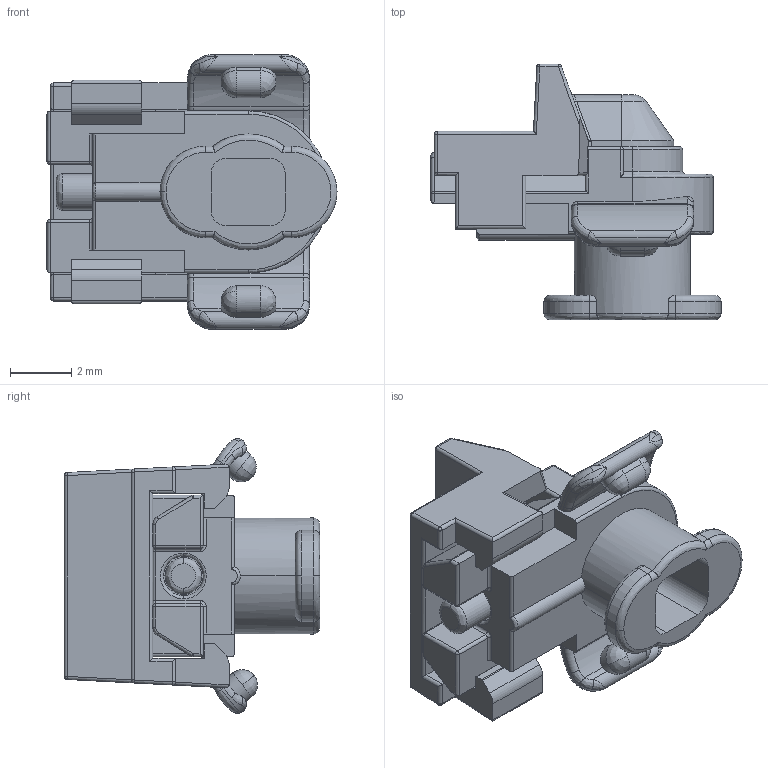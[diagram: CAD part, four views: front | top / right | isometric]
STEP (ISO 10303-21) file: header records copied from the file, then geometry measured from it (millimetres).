
FILE_DESCRIPTION (( 'STEP AP214' ), '1' );
FILE_NAME ('520-011-250-10-08-6(X01)UNFASTENED-20190307.STEP', '2019-03-07T05:55:50', ( '' ), ( '' ), 'SwSTEP 2.0', 'SolidWorks 2017', '' );
FILE_SCHEMA (( 'AUTOMOTIVE_DESIGN' ));
Length unit declared in the file: millimetre
Products named in the file (1): 520-011-250-10-08-6(X01)UNFASTENED-20190307
Bounding box: 9.5 x 8.37 x 9 mm (x, y, z)
Volume: 198.2 mm3; surface area: 417.5 mm2
Topology: 1 solids, 3 shells, 379 faces, 965 edges, 570 vertices
Faces by surface type: cylinder 153, plane 126, bspline 71, torus 27, cone 2
Entity records: 13781 total; most frequent: CARTESIAN_POINT 5307, ORIENTED_EDGE 1878, DIRECTION 1638, EDGE_CURVE 939, AXIS2_PLACEMENT_3D 580, VERTEX_POINT 570, VECTOR 478, LINE 478
